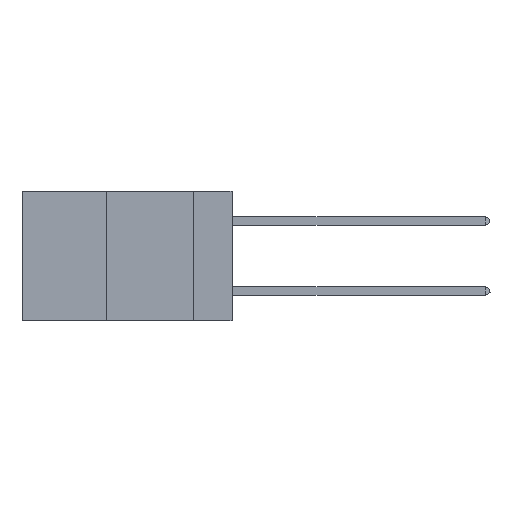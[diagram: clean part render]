
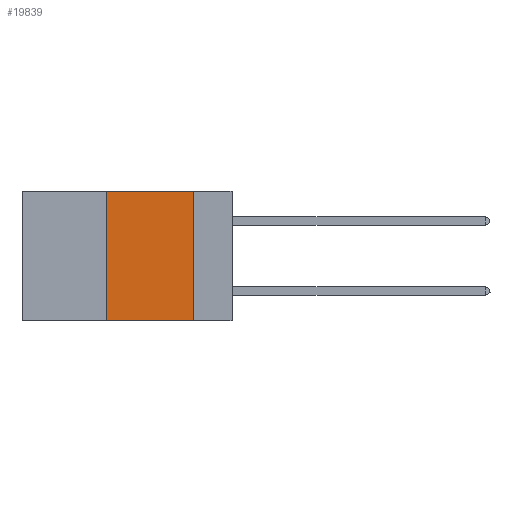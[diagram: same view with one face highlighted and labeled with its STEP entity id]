
A CAD part, left-side view. The second image highlights one B-rep face of the part: STEP entity #19839.
In plain terms, the highlighted planar face has unit normal (-1, 0, 0).
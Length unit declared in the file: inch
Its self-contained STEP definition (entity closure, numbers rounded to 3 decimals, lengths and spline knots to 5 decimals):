
#428 = VECTOR ( 'NONE', #22353, 39.37008 ) ;
#1166 = CARTESIAN_POINT ( 'NONE',  ( 0., 0.11, 0. ) ) ;
#1363 = CARTESIAN_POINT ( 'NONE',  ( 0., 0.6, 0. ) ) ;
#2344 = CARTESIAN_POINT ( 'NONE',  ( 0., 0.36, -0.37 ) ) ;
#3387 = DIRECTION ( 'NONE',  ( 0., 0., -1. ) ) ;
#3621 = DIRECTION ( 'NONE',  ( 0., 0., -1. ) ) ;
#3911 = AXIS2_PLACEMENT_3D ( 'NONE', #19747, #20015, #3387 ) ;
#4180 = LINE ( 'NONE', #1363, #19951 ) ;
#5504 = EDGE_LOOP ( 'NONE', ( #5559, #11225, #8961, #10105 ) ) ;
#5559 = ORIENTED_EDGE ( 'NONE', *, *, #15198, .F. ) ;
#5958 = EDGE_CURVE ( 'NONE', #12565, #22847, #22926, .T. ) ;
#7469 = DIRECTION ( 'NONE',  ( 0., -1., 0. ) ) ;
#8480 = LINE ( 'NONE', #23509, #428 ) ;
#8961 = ORIENTED_EDGE ( 'NONE', *, *, #17115, .F. ) ;
#9256 = VERTEX_POINT ( 'NONE', #1166 ) ;
#9932 = LINE ( 'NONE', #19887, #23117 ) ;
#10105 = ORIENTED_EDGE ( 'NONE', *, *, #5958, .T. ) ;
#11225 = ORIENTED_EDGE ( 'NONE', *, *, #19260, .F. ) ;
#11964 = VECTOR ( 'NONE', #17974, 39.37008 ) ;
#12565 = VERTEX_POINT ( 'NONE', #2344 ) ;
#14472 = CARTESIAN_POINT ( 'NONE',  ( 0., 0.11, -0.37 ) ) ;
#15198 = EDGE_CURVE ( 'NONE', #9256, #22847, #9932, .T. ) ;
#15494 = PLANE ( 'NONE',  #3911 ) ;
#17115 = EDGE_CURVE ( 'NONE', #12565, #19294, #8480, .T. ) ;
#17881 = CARTESIAN_POINT ( 'NONE',  ( 0., 0.36, 0. ) ) ;
#17974 = DIRECTION ( 'NONE',  ( 0., -1., 0. ) ) ;
#19260 = EDGE_CURVE ( 'NONE', #19294, #9256, #4180, .T. ) ;
#19294 = VERTEX_POINT ( 'NONE', #17881 ) ;
#19747 = CARTESIAN_POINT ( 'NONE',  ( 0., 0.6, 0. ) ) ;
#19839 = ADVANCED_FACE ( 'NONE', ( #20237 ), #15494, .F. ) ;
#19887 = CARTESIAN_POINT ( 'NONE',  ( 0., 0.11, 0. ) ) ;
#19951 = VECTOR ( 'NONE', #7469, 39.37008 ) ;
#20015 = DIRECTION ( 'NONE',  ( 1., 0., 0. ) ) ;
#20237 = FACE_OUTER_BOUND ( 'NONE', #5504, .T. ) ;
#21846 = CARTESIAN_POINT ( 'NONE',  ( 0., 0.6, -0.37 ) ) ;
#22353 = DIRECTION ( 'NONE',  ( 0., 0., 1. ) ) ;
#22847 = VERTEX_POINT ( 'NONE', #14472 ) ;
#22926 = LINE ( 'NONE', #21846, #11964 ) ;
#23117 = VECTOR ( 'NONE', #3621, 39.37008 ) ;
#23509 = CARTESIAN_POINT ( 'NONE',  ( 0., 0.36, 0. ) ) ;
